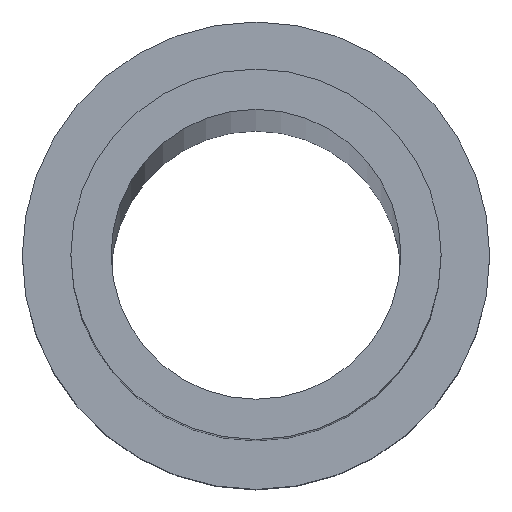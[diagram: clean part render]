
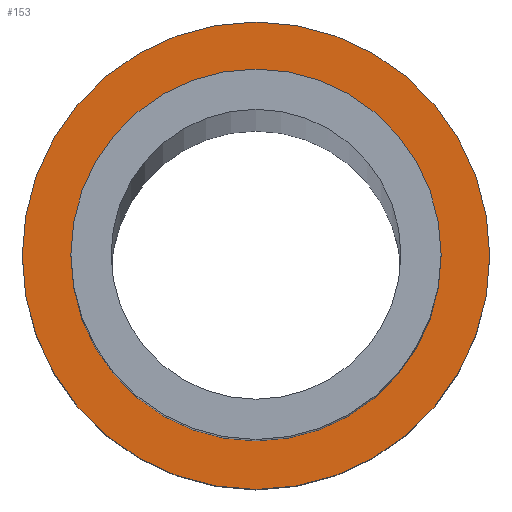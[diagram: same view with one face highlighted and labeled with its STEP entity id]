
A CAD part, top view. The second image highlights one B-rep face of the part: STEP entity #153.
In plain terms, the highlighted planar face has unit normal (0, 0, 1).
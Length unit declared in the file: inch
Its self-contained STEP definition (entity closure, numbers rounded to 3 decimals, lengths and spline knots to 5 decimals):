
#29=PLANE('',#238);
#43=FACE_BOUND('',#80,.T.);
#57=FACE_OUTER_BOUND('',#79,.T.);
#79=EDGE_LOOP('',(#135));
#80=EDGE_LOOP('',(#136));
#87=CIRCLE('',#233,0.83);
#89=CIRCLE('',#236,0.6575);
#99=VERTEX_POINT('',#446);
#101=VERTEX_POINT('',#451);
#111=EDGE_CURVE('',#99,#99,#87,.T.);
#113=EDGE_CURVE('',#101,#101,#89,.T.);
#135=ORIENTED_EDGE('',*,*,#111,.F.);
#136=ORIENTED_EDGE('',*,*,#113,.T.);
#153=ADVANCED_FACE('',(#57,#43),#29,.T.);
#233=AXIS2_PLACEMENT_3D('',#447,#270,#271);
#236=AXIS2_PLACEMENT_3D('',#452,#276,#277);
#238=AXIS2_PLACEMENT_3D('',#455,#280,#281);
#270=DIRECTION('center_axis',(0.,0.,
-1.));
#271=DIRECTION('ref_axis',(0.,1.,0.));
#276=DIRECTION('center_axis',(0.,0.,
-1.));
#277=DIRECTION('ref_axis',(0.,1.,0.));
#280=DIRECTION('center_axis',(0.,0.,
1.));
#281=DIRECTION('ref_axis',(0.,-1.,0.));
#446=CARTESIAN_POINT('',(0.44205,4.24922,45.49601));
#447=CARTESIAN_POINT('Origin',(0.44205,3.41922,45.49601));
#451=CARTESIAN_POINT('',(0.44205,4.07672,45.49601));
#452=CARTESIAN_POINT('Origin',(0.44205,3.41922,45.49601));
#455=CARTESIAN_POINT('Origin',(0.44205,3.41922,45.49601));
